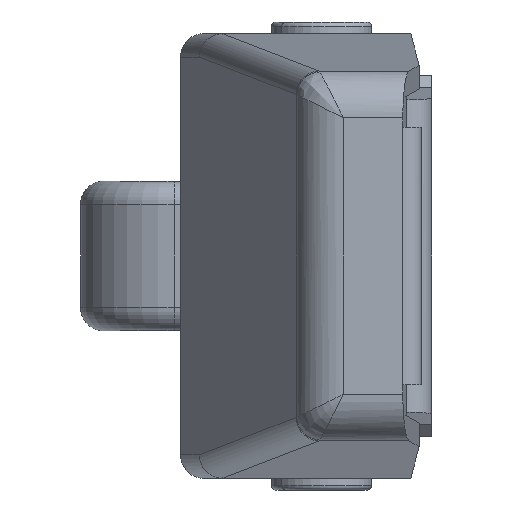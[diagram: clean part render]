
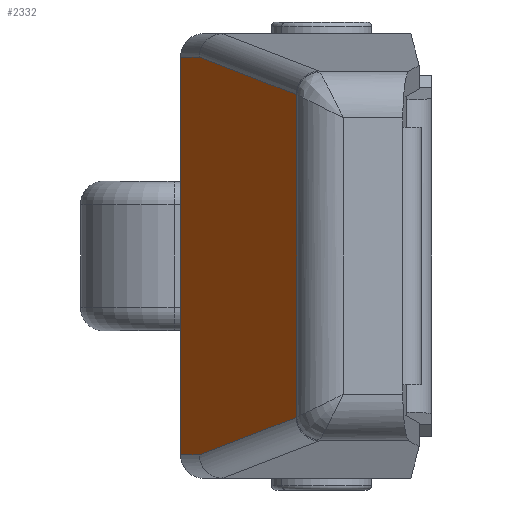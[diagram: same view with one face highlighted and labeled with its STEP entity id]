
A CAD part, left-side view. The second image highlights one B-rep face of the part: STEP entity #2332.
In plain terms, the highlighted face is planar.
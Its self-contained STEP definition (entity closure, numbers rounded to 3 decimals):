
#84 =( BOUNDED_CURVE ( )  B_SPLINE_CURVE ( 3, ( #6366, #6367, #6368, #6369 ),
 .UNSPECIFIED., .F., .T. ) 
 B_SPLINE_CURVE_WITH_KNOTS ( ( 4, 4 ),
 ( 4.529, 4.633 ),
 .UNSPECIFIED. ) 
 CURVE ( )  GEOMETRIC_REPRESENTATION_ITEM ( )  RATIONAL_B_SPLINE_CURVE ( ( 1., 0.999, 0.999, 1. ) ) 
 REPRESENTATION_ITEM ( '' )  );
#92 =( BOUNDED_CURVE ( )  B_SPLINE_CURVE ( 3, ( #6380, #6381, #6382, #6383 ),
 .UNSPECIFIED., .F., .T. ) 
 B_SPLINE_CURVE_WITH_KNOTS ( ( 4, 4 ),
 ( 1.65, 1.754 ),
 .UNSPECIFIED. ) 
 CURVE ( )  GEOMETRIC_REPRESENTATION_ITEM ( )  RATIONAL_B_SPLINE_CURVE ( ( 1., 0.999, 0.999, 1. ) ) 
 REPRESENTATION_ITEM ( '' )  );
#296 = VERTEX_POINT ( 'NONE', #3712 ) ;
#299 = VERTEX_POINT ( 'NONE', #3715 ) ;
#305 = VERTEX_POINT ( 'NONE', #3721 ) ;
#309 = VERTEX_POINT ( 'NONE', #3725 ) ;
#323 = VERTEX_POINT ( 'NONE', #4457 ) ;
#324 = VERTEX_POINT ( 'NONE', #4458 ) ;
#327 = VERTEX_POINT ( 'NONE', #4461 ) ;
#331 = VERTEX_POINT ( 'NONE', #4465 ) ;
#965 = EDGE_CURVE ( 'NONE', #305, #324, #3962, .T. ) ;
#1152 = EDGE_LOOP ( 'NONE', ( #1798, #1800, #1799, #1801, #1802, #1803, #1805, #1804 ) ) ;
#1798 = ORIENTED_EDGE ( 'NONE', *, *, #2396, .T. ) ;
#1799 = ORIENTED_EDGE ( 'NONE', *, *, #2397, .T. ) ;
#1800 = ORIENTED_EDGE ( 'NONE', *, *, #2395, .T. ) ;
#1801 = ORIENTED_EDGE ( 'NONE', *, *, #2398, .T. ) ;
#1802 = ORIENTED_EDGE ( 'NONE', *, *, #965, .T. ) ;
#1803 = ORIENTED_EDGE ( 'NONE', *, *, #2399, .T. ) ;
#1804 = ORIENTED_EDGE ( 'NONE', *, *, #2401, .T. ) ;
#1805 = ORIENTED_EDGE ( 'NONE', *, *, #2400, .T. ) ;
#2332 = ADVANCED_FACE ( 'NONE', ( #4254 ), #6113, .F. ) ;
#2395 = EDGE_CURVE ( 'NONE', #327, #299, #84, .T. ) ;
#2396 = EDGE_CURVE ( 'NONE', #331, #327, #4332, .T. ) ;
#2397 = EDGE_CURVE ( 'NONE', #299, #323, #4333, .T. ) ;
#2398 = EDGE_CURVE ( 'NONE', #323, #305, #4334, .T. ) ;
#2399 = EDGE_CURVE ( 'NONE', #324, #296, #4335, .T. ) ;
#2400 = EDGE_CURVE ( 'NONE', #296, #309, #4336, .T. ) ;
#2401 = EDGE_CURVE ( 'NONE', #309, #331, #92, .T. ) ;
#3712 = CARTESIAN_POINT ( 'NONE',  ( -4.172, 5.545, -8.5 ) ) ;
#3715 = CARTESIAN_POINT ( 'NONE',  ( -24.262, 1.822, 6.9 ) ) ;
#3721 = CARTESIAN_POINT ( 'NONE',  ( -0.3, 6.263, 8.5 ) ) ;
#3725 = CARTESIAN_POINT ( 'NONE',  ( -24.262, 1.822, -6.9 ) ) ;
#3962 = LINE ( 'NONE', #4905, #4795 ) ;
#4254 = FACE_OUTER_BOUND ( 'NONE', #1152, .T. ) ;
#4332 = LINE ( 'NONE', #6370, #6770 ) ;
#4333 = LINE ( 'NONE', #6372, #6771 ) ;
#4334 = LINE ( 'NONE', #6374, #6772 ) ;
#4335 = LINE ( 'NONE', #6376, #6773 ) ;
#4336 = LINE ( 'NONE', #6378, #6774 ) ;
#4457 = CARTESIAN_POINT ( 'NONE',  ( -4.172, 5.545, 8.5 ) ) ;
#4458 = CARTESIAN_POINT ( 'NONE',  ( -0.3, 6.263, -8.5 ) ) ;
#4461 = CARTESIAN_POINT ( 'NONE',  ( -24.364, 1.803, 6.886 ) ) ;
#4465 = CARTESIAN_POINT ( 'NONE',  ( -24.364, 1.803, -6.886 ) ) ;
#4795 = VECTOR ( 'NONE', #4906, 1000. ) ;
#4905 = CARTESIAN_POINT ( 'NONE',  ( -0.3, 6.263, 9.5 ) ) ;
#4906 = DIRECTION ( 'NONE',  ( 0., 0., -1. ) ) ;
#5857 = AXIS2_PLACEMENT_3D ( 'NONE', #6114, #6115, #6116 ) ;
#6113 = PLANE ( 'NONE',  #5857 ) ;
#6114 = CARTESIAN_POINT ( 'NONE',  ( -26., 1.5, 9.5 ) ) ;
#6115 = DIRECTION ( 'NONE',  ( 0.182, -0.983, 0. ) ) ;
#6116 = DIRECTION ( 'NONE',  ( 0.983, 0.182, 0. ) ) ;
#6366 = CARTESIAN_POINT ( 'NONE',  ( -24.364, 1.803, 6.886 ) ) ;
#6367 = CARTESIAN_POINT ( 'NONE',  ( -24.33, 1.809, 6.893 ) ) ;
#6368 = CARTESIAN_POINT ( 'NONE',  ( -24.296, 1.816, 6.897 ) ) ;
#6369 = CARTESIAN_POINT ( 'NONE',  ( -24.262, 1.822, 6.9 ) ) ;
#6370 = CARTESIAN_POINT ( 'NONE',  ( -24.364, 1.803, 9.5 ) ) ;
#6371 = DIRECTION ( 'NONE',  ( 0., 0., 1. ) ) ;
#6372 = CARTESIAN_POINT ( 'NONE',  ( -25.79, 1.539, 6.778 ) ) ;
#6373 = DIRECTION ( 'NONE',  ( 0.98, 0.182, 0.078 ) ) ;
#6374 = CARTESIAN_POINT ( 'NONE',  ( -0.3, 6.263, 8.5 ) ) ;
#6375 = DIRECTION ( 'NONE',  ( 0.983, 0.182, 0. ) ) ;
#6376 = CARTESIAN_POINT ( 'NONE',  ( -26., 1.5, -8.5 ) ) ;
#6377 = DIRECTION ( 'NONE',  ( -0.983, -0.182, 0. ) ) ;
#6378 = CARTESIAN_POINT ( 'NONE',  ( -27.245, 1.269, -6.662 ) ) ;
#6379 = DIRECTION ( 'NONE',  ( -0.98, -0.182, 0.078 ) ) ;
#6380 = CARTESIAN_POINT ( 'NONE',  ( -24.262, 1.822, -6.9 ) ) ;
#6381 = CARTESIAN_POINT ( 'NONE',  ( -24.296, 1.816, -6.897 ) ) ;
#6382 = CARTESIAN_POINT ( 'NONE',  ( -24.33, 1.809, -6.893 ) ) ;
#6383 = CARTESIAN_POINT ( 'NONE',  ( -24.364, 1.803, -6.886 ) ) ;
#6770 = VECTOR ( 'NONE', #6371, 1000. ) ;
#6771 = VECTOR ( 'NONE', #6373, 1000. ) ;
#6772 = VECTOR ( 'NONE', #6375, 1000. ) ;
#6773 = VECTOR ( 'NONE', #6377, 1000. ) ;
#6774 = VECTOR ( 'NONE', #6379, 1000. ) ;
